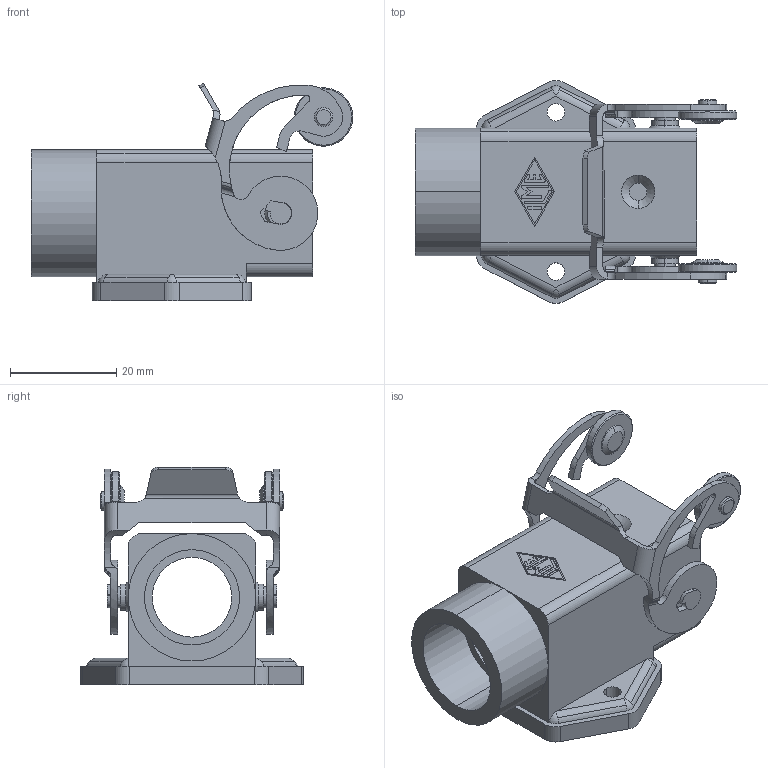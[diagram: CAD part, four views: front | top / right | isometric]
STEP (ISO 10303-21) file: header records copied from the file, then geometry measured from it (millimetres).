
FILE_DESCRIPTION((''),'2;1');
FILE_NAME('CKAXS 03 IAP.stp','2006-12-07T10:31:41',('gembarski'),(''),'Autodesk Inventor 7','Autodesk Inventor 7','');
FILE_SCHEMA(('AUTOMOTIVE_DESIGN { 1 0 10303 214 1 1 1 1 }'));
Length unit declared in the file: millimetre
Products named in the file (1): CKAXS 03 IAP
Bounding box: 60.57 x 42 x 41.02 mm (x, y, z)
Volume: 11817.6 mm3; surface area: 13425.7 mm2
Topology: 1 solids, 3 shells, 339 faces, 896 edges, 582 vertices
Faces by surface type: cylinder 146, plane 132, bspline 36, cone 17, sphere 8
Entity records: 11352 total; most frequent: CARTESIAN_POINT 2807, DIRECTION 1802, ORIENTED_EDGE 1788, EDGE_CURVE 894, AXIS2_PLACEMENT_3D 652, VERTEX_POINT 582, VECTOR 498, LINE 498
